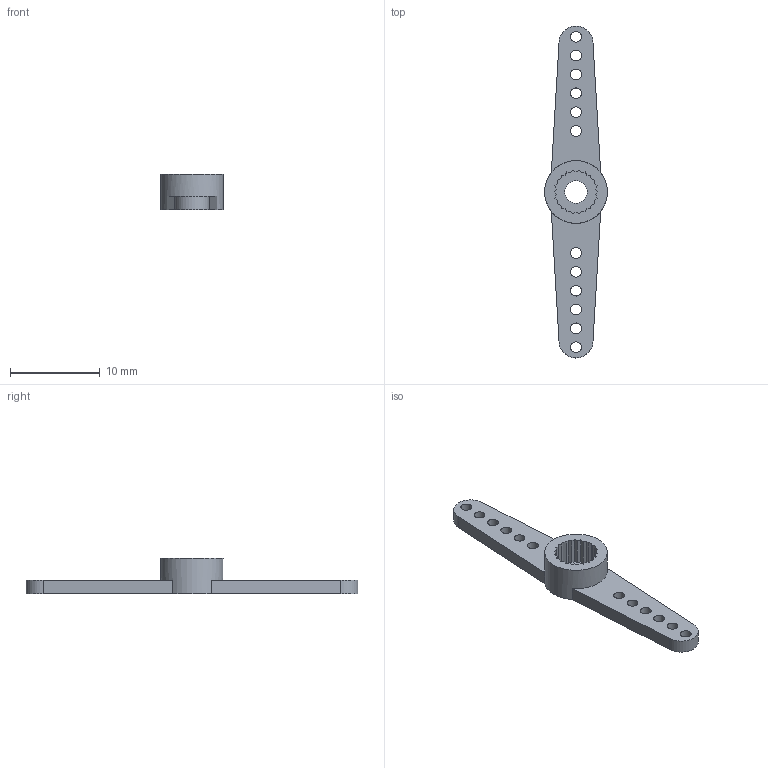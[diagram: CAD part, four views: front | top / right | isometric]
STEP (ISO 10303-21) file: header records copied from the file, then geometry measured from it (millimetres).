
FILE_DESCRIPTION(/* description */ (''),/* implementation_level */ '2;1');
FILE_NAME(/* name */ 'SG90_Arm_04_Custom v2.step',/* time_stamp */ '2022-10-31T11:53:30+09:00',/* author */ (''),/* organization */ (''),/* preprocessor_version */ 'ST-DEVELOPER v19',/* originating_system */ 'Autodesk Translation Framework v11.7.0.108',/* authorisation */ '');
FILE_SCHEMA (('AUTOMOTIVE_DESIGN { 1 0 10303 214 3 1 1 }'));
Length unit declared in the file: millimetre
Products named in the file (1): SG90_Arm_04_Custom
Bounding box: 7 x 37 x 4 mm (x, y, z)
Volume: 279.9 mm3; surface area: 611.5 mm2
Topology: 1 solids, 1 shells, 69 faces, 198 edges, 132 vertices
Faces by surface type: plane 53, cylinder 16
Full cylindrical faces by diameter (mm): 1.2 x12, 2.5 x1, 7 x1
Entity records: 2340 total; most frequent: CARTESIAN_POINT 400, ORIENTED_EDGE 396, DIRECTION 374, EDGE_CURVE 198, LINE 162, VECTOR 162, VERTEX_POINT 132, AXIS2_PLACEMENT_3D 106
